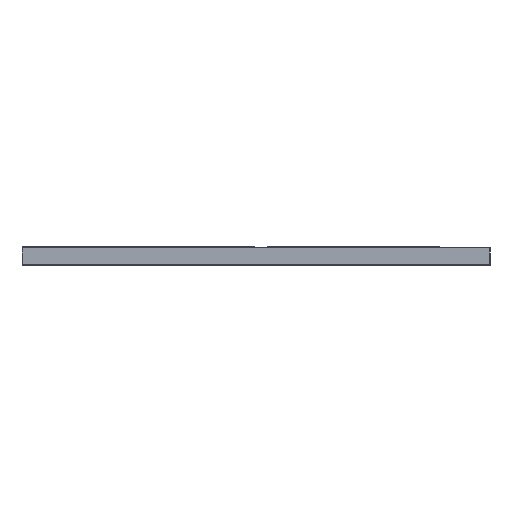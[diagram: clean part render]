
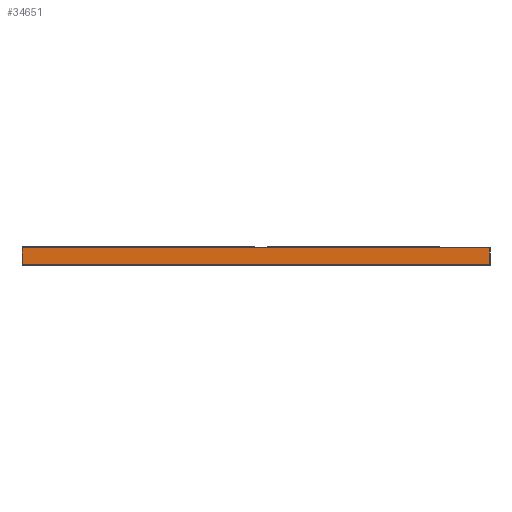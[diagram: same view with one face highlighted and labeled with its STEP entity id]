
A CAD part, left-side view. The second image highlights one B-rep face of the part: STEP entity #34651.
In plain terms, the highlighted planar face has unit normal (-1, 0, 0).
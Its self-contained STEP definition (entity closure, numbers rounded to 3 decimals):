
#34595 = VERTEX_POINT('',#34596);
#34596 = CARTESIAN_POINT('',(115.079,-126.171,1.51));
#34602 = EDGE_CURVE('',#34603,#34595,#34605,.T.);
#34603 = VERTEX_POINT('',#34604);
#34604 = CARTESIAN_POINT('',(115.079,-126.171,0.));
#34605 = LINE('',#34606,#34607);
#34606 = CARTESIAN_POINT('',(115.079,-126.171,0.));
#34607 = VECTOR('',#34608,1.);
#34608 = DIRECTION('',(0.,0.,1.));
#34651 = ADVANCED_FACE('',(#34652),#34677,.T.);
#34652 = FACE_BOUND('',#34653,.T.);
#34653 = EDGE_LOOP('',(#34654,#34655,#34663,#34671));
#34654 = ORIENTED_EDGE('',*,*,#34602,.T.);
#34655 = ORIENTED_EDGE('',*,*,#34656,.T.);
#34656 = EDGE_CURVE('',#34595,#34657,#34659,.T.);
#34657 = VERTEX_POINT('',#34658);
#34658 = CARTESIAN_POINT('',(115.079,-83.789,1.51));
#34659 = LINE('',#34660,#34661);
#34660 = CARTESIAN_POINT('',(115.079,-126.171,1.51));
#34661 = VECTOR('',#34662,1.);
#34662 = DIRECTION('',(0.,1.,0.));
#34663 = ORIENTED_EDGE('',*,*,#34664,.F.);
#34664 = EDGE_CURVE('',#34665,#34657,#34667,.T.);
#34665 = VERTEX_POINT('',#34666);
#34666 = CARTESIAN_POINT('',(115.079,-83.789,0.));
#34667 = LINE('',#34668,#34669);
#34668 = CARTESIAN_POINT('',(115.079,-83.789,0.));
#34669 = VECTOR('',#34670,1.);
#34670 = DIRECTION('',(0.,0.,1.));
#34671 = ORIENTED_EDGE('',*,*,#34672,.F.);
#34672 = EDGE_CURVE('',#34603,#34665,#34673,.T.);
#34673 = LINE('',#34674,#34675);
#34674 = CARTESIAN_POINT('',(115.079,-126.171,0.));
#34675 = VECTOR('',#34676,1.);
#34676 = DIRECTION('',(0.,1.,0.));
#34677 = PLANE('',#34678);
#34678 = AXIS2_PLACEMENT_3D('',#34679,#34680,#34681);
#34679 = CARTESIAN_POINT('',(115.079,-126.171,0.));
#34680 = DIRECTION('',(-1.,0.,0.));
#34681 = DIRECTION('',(0.,1.,0.));
